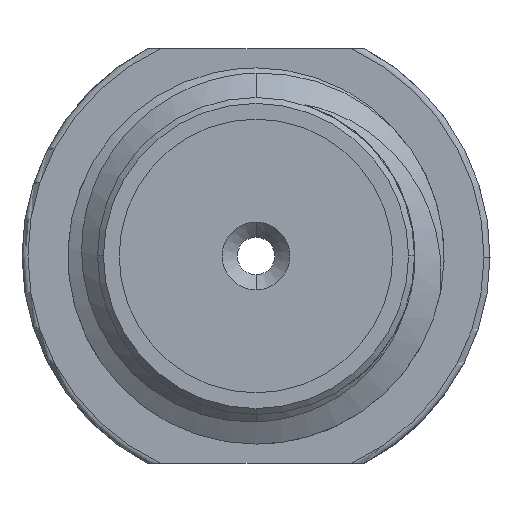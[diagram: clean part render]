
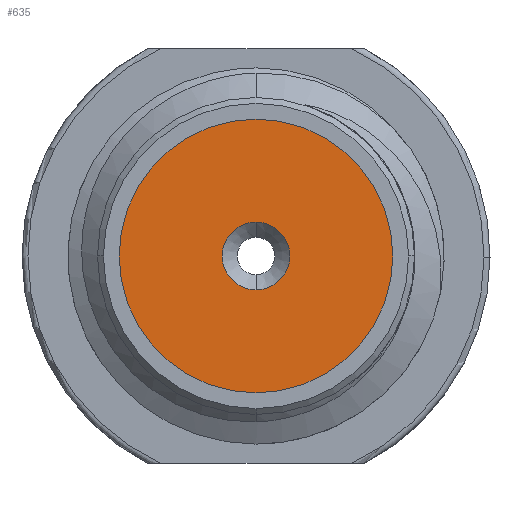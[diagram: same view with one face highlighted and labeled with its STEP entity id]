
A CAD part, left-side view. The second image highlights one B-rep face of the part: STEP entity #635.
In plain terms, the highlighted planar face has unit normal (-1, 0, 0).
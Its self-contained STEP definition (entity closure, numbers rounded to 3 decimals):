
#141 = VERTEX_POINT ( 'NONE', #3884 ) ;
#337 = EDGE_CURVE ( 'NONE', #141, #1121, #2653, .T. ) ;
#378 = AXIS2_PLACEMENT_3D ( 'NONE', #3231, #3530, #1656 ) ;
#628 = EDGE_LOOP ( 'NONE', ( #3202, #4384 ) ) ;
#635 = ADVANCED_FACE ( 'NONE', ( #715, #3707 ), #2892, .T. ) ;
#715 = FACE_BOUND ( 'NONE', #628, .T. ) ;
#1121 = VERTEX_POINT ( 'NONE', #1899 ) ;
#1207 = CIRCLE ( 'NONE', #2704, 0.572 ) ;
#1656 = DIRECTION ( 'NONE',  ( 0., 1., 0. ) ) ;
#1718 = DIRECTION ( 'NONE',  ( 1., 0., 0. ) ) ;
#1720 = EDGE_LOOP ( 'NONE', ( #2129, #3940 ) ) ;
#1887 = EDGE_CURVE ( 'NONE', #141, #1121, #3411, .T. ) ;
#1899 = CARTESIAN_POINT ( 'NONE',  ( 1.95, -2.31, 0. ) ) ;
#1999 = CARTESIAN_POINT ( 'NONE',  ( 1.95, 0., -0.572 ) ) ;
#2008 = CARTESIAN_POINT ( 'NONE',  ( 1.95, 0., 0.572 ) ) ;
#2010 = EDGE_CURVE ( 'NONE', #2649, #3260, #1207, .T. ) ;
#2073 = CIRCLE ( 'NONE', #3483, 0.572 ) ;
#2129 = ORIENTED_EDGE ( 'NONE', *, *, #337, .T. ) ;
#2138 = DIRECTION ( 'NONE',  ( 1., 0., 0. ) ) ;
#2229 = DIRECTION ( 'NONE',  ( -1., 0., 0. ) ) ;
#2254 = DIRECTION ( 'NONE',  ( 0., 0., 1. ) ) ;
#2392 = EDGE_CURVE ( 'NONE', #3260, #2649, #2073, .T. ) ;
#2451 = DIRECTION ( 'NONE',  ( 0., 0., 1. ) ) ;
#2463 = CARTESIAN_POINT ( 'NONE',  ( 1.95, 0., 0. ) ) ;
#2477 = CARTESIAN_POINT ( 'NONE',  ( 1.95, 0., 0. ) ) ;
#2649 = VERTEX_POINT ( 'NONE', #1999 ) ;
#2653 = CIRCLE ( 'NONE', #378, 2.31 ) ;
#2704 = AXIS2_PLACEMENT_3D ( 'NONE', #2879, #2138, #4395 ) ;
#2832 = DIRECTION ( 'NONE',  ( 1., 0., 0. ) ) ;
#2879 = CARTESIAN_POINT ( 'NONE',  ( 1.95, 0., 0. ) ) ;
#2892 = PLANE ( 'NONE',  #3506 ) ;
#3202 = ORIENTED_EDGE ( 'NONE', *, *, #2392, .T. ) ;
#3231 = CARTESIAN_POINT ( 'NONE',  ( 1.95, 0., 0. ) ) ;
#3260 = VERTEX_POINT ( 'NONE', #2008 ) ;
#3331 = AXIS2_PLACEMENT_3D ( 'NONE', #2463, #2832, #3620 ) ;
#3411 = CIRCLE ( 'NONE', #3331, 2.31 ) ;
#3483 = AXIS2_PLACEMENT_3D ( 'NONE', #2477, #1718, #2451 ) ;
#3506 = AXIS2_PLACEMENT_3D ( 'NONE', #4109, #2229, #2254 ) ;
#3530 = DIRECTION ( 'NONE',  ( -1., 0., 0. ) ) ;
#3620 = DIRECTION ( 'NONE',  ( 0., 1., 0. ) ) ;
#3707 = FACE_OUTER_BOUND ( 'NONE', #1720, .T. ) ;
#3884 = CARTESIAN_POINT ( 'NONE',  ( 1.95, 2.31, 0. ) ) ;
#3940 = ORIENTED_EDGE ( 'NONE', *, *, #1887, .F. ) ;
#4109 = CARTESIAN_POINT ( 'NONE',  ( 1.95, 0., 0. ) ) ;
#4384 = ORIENTED_EDGE ( 'NONE', *, *, #2010, .T. ) ;
#4395 = DIRECTION ( 'NONE',  ( 0., 0., 1. ) ) ;
